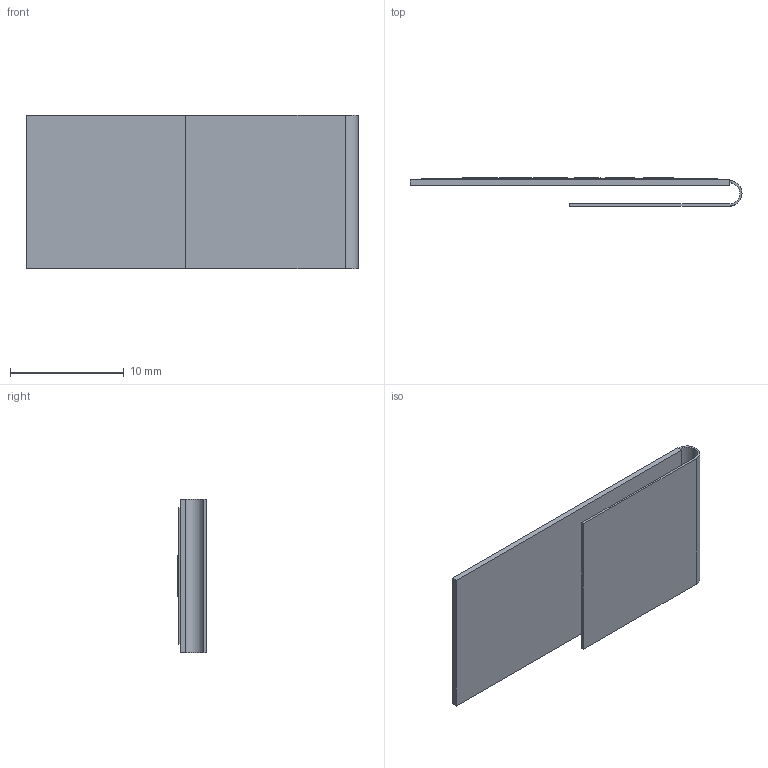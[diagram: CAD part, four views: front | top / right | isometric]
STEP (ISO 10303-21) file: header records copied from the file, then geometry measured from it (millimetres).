
FILE_DESCRIPTION(/* description */ (''),/* implementation_level */ '2;1');
FILE_NAME(/* name */ 'OLED.step',/* time_stamp */ '2020-04-18T18:02:40+01:00',/* author */ (''),/* organization */ (''),/* preprocessor_version */ 'ST-DEVELOPER v18.1',/* originating_system */ 'Autodesk Translation Framework v9.2.0.1227',/* authorisation */ '');
FILE_SCHEMA (('AUTOMOTIVE_DESIGN { 1 0 10303 214 3 1 1 }'));
Length unit declared in the file: millimetre
Products named in the file (3): Untitled; OLED; ribbon
Assembly tree (2 placements, depth 3):
  Untitled
    OLED
      ribbon
Bounding box: 29.12 x 2.5 x 13.5 mm (x, y, z)
Volume: 269 mm3; surface area: 1977 mm2
Topology: 10 solids, 10 shells, 115 faces, 285 edges, 190 vertices
Faces by surface type: plane 89, bspline 24, cylinder 2
Entity records: 3693 total; most frequent: CARTESIAN_POINT 1003, ORIENTED_EDGE 570, DIRECTION 433, EDGE_CURVE 285, LINE 233, VECTOR 233, VERTEX_POINT 190, EDGE_LOOP 123
